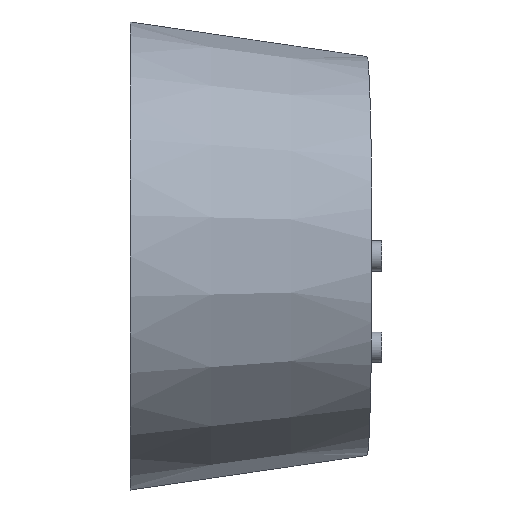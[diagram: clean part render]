
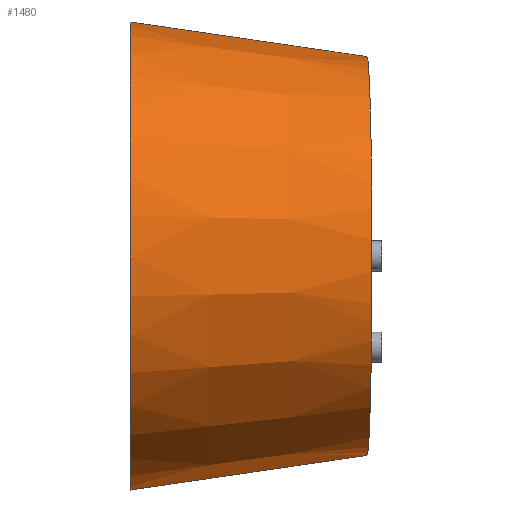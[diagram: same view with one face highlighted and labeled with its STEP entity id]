
A CAD part, left-side view. The second image highlights one B-rep face of the part: STEP entity #1480.
In plain terms, the highlighted conical face has half-angle 8.3 degrees and reference radius 39.221 mm.
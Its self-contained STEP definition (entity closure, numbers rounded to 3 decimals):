
#46 = LINE ( 'NONE', #297, #923 ) ;
#55 = CARTESIAN_POINT ( 'NONE',  ( -38.077, 273.849, -9.402 ) ) ;
#62 = CARTESIAN_POINT ( 'NONE',  ( -22.448, 274.24, -32.25 ) ) ;
#68 = VERTEX_POINT ( 'NONE', #944 ) ;
#76 = CARTESIAN_POINT ( 'NONE',  ( -34.11, 273.948, -19.511 ) ) ;
#78 = DIRECTION ( 'NONE',  ( 0., 0.99, -0.144 ) ) ;
#82 = FACE_OUTER_BOUND ( 'NONE', #919, .T. ) ;
#110 = DIRECTION ( 'NONE',  ( 0., 0., 1. ) ) ;
#131 = B_SPLINE_CURVE_WITH_KNOTS ( 'NONE', 3,
 ( #412, #908, #299, #287, #1259, #1528, #1270, #1386, #555, #425, #1394, #62, #913, #1396, #1403, #1381, #1517, #802, #672, #1275, #559, #76, #925, #547, #1024, #657, #1137, #55 ),
 .UNSPECIFIED., .F., .F.,
 ( 4, 2, 2, 2, 2, 2, 2, 2, 2, 2, 2, 2, 2, 4 ),
 ( 0.175, 0.182, 0.185, 0.188, 0.195, 0.198, 0.201, 0.208, 0.211, 0.213, 0.214, 0.221, 0.224, 0.227 ),
 .UNSPECIFIED. ) ;
#177 = CARTESIAN_POINT ( 'NONE',  ( -30.385, 274.041, 24.868 ) ) ;
#183 = CARTESIAN_POINT ( 'NONE',  ( -35.144, 273.922, 17.569 ) ) ;
#186 = EDGE_CURVE ( 'NONE', #464, #1144, #1460, .T. ) ;
#193 = DIRECTION ( 'NONE',  ( 0., -1., 0. ) ) ;
#206 = CARTESIAN_POINT ( 'NONE',  ( -10.189, 274.547, 37.984 ) ) ;
#217 = EDGE_CURVE ( 'NONE', #1144, #417, #46, .T. ) ;
#287 = CARTESIAN_POINT ( 'NONE',  ( -7.537, 274.613, -38.619 ) ) ;
#293 = CARTESIAN_POINT ( 'NONE',  ( -27.503, 274.114, 28.1 ) ) ;
#297 = CARTESIAN_POINT ( 'NONE',  ( 0., 273.849, 39.221 ) ) ;
#299 = CARTESIAN_POINT ( 'NONE',  ( -4.326, 274.693, -39.166 ) ) ;
#404 = CARTESIAN_POINT ( 'NONE',  ( -31.711, 274.008, 23.146 ) ) ;
#412 = CARTESIAN_POINT ( 'NONE',  ( 0., 274.801, -39.36 ) ) ;
#415 = CARTESIAN_POINT ( 'NONE',  ( 0., 274.801, -39.36 ) ) ;
#417 = VERTEX_POINT ( 'NONE', #1344 ) ;
#425 = CARTESIAN_POINT ( 'NONE',  ( -19.683, 274.309, -34.019 ) ) ;
#428 = CARTESIAN_POINT ( 'NONE',  ( 0., 321.561, 0. ) ) ;
#444 = CIRCLE ( 'NONE', #746, 39.221 ) ;
#445 = DIRECTION ( 'NONE',  ( 0., 0., -1. ) ) ;
#452 = VECTOR ( 'NONE', #78, 1000. ) ;
#458 = CARTESIAN_POINT ( 'NONE',  ( -2.188, 274.747, 39.352 ) ) ;
#464 = VERTEX_POINT ( 'NONE', #1138 ) ;
#473 = ORIENTED_EDGE ( 'NONE', *, *, #217, .T. ) ;
#517 = LINE ( 'NONE', #553, #452 ) ;
#547 = CARTESIAN_POINT ( 'NONE',  ( -36.419, 273.89, -14.615 ) ) ;
#553 = CARTESIAN_POINT ( 'NONE',  ( 0., 273.849, -39.221 ) ) ;
#555 = CARTESIAN_POINT ( 'NONE',  ( -16.826, 274.381, -35.58 ) ) ;
#559 = CARTESIAN_POINT ( 'NONE',  ( -32.636, 273.985, -21.795 ) ) ;
#574 = CARTESIAN_POINT ( 'NONE',  ( -8.609, 274.586, 38.39 ) ) ;
#585 = CARTESIAN_POINT ( 'NONE',  ( -20.627, 274.286, 33.451 ) ) ;
#622 = AXIS2_PLACEMENT_3D ( 'NONE', #686, #1323, #110 ) ;
#625 = ORIENTED_EDGE ( 'NONE', *, *, #186, .T. ) ;
#649 = CARTESIAN_POINT ( 'NONE',  ( -23.762, 274.207, 31.274 ) ) ;
#656 = CARTESIAN_POINT ( 'NONE',  ( -36.858, 273.879, 13.593 ) ) ;
#657 = CARTESIAN_POINT ( 'NONE',  ( -37.508, 273.863, -11.524 ) ) ;
#662 = ORIENTED_EDGE ( 'NONE', *, *, #870, .T. ) ;
#672 = CARTESIAN_POINT ( 'NONE',  ( -31.702, 274.008, -23.139 ) ) ;
#686 = CARTESIAN_POINT ( 'NONE',  ( 0., 273.849, 0. ) ) ;
#701 = VERTEX_POINT ( 'NONE', #1006 ) ;
#711 = CARTESIAN_POINT ( 'NONE',  ( -11.761, 274.507, 37.521 ) ) ;
#717 = DIRECTION ( 'NONE',  ( 0., 0.99, 0.144 ) ) ;
#746 = AXIS2_PLACEMENT_3D ( 'NONE', #1167, #1175, #445 ) ;
#758 = EDGE_CURVE ( 'NONE', #821, #701, #131, .T. ) ;
#783 = CARTESIAN_POINT ( 'NONE',  ( 0., 274.801, 39.36 ) ) ;
#784 = CARTESIAN_POINT ( 'NONE',  ( -23.323, 274.218, 31.604 ) ) ;
#802 = CARTESIAN_POINT ( 'NONE',  ( -31.376, 274.017, -23.581 ) ) ;
#819 = CARTESIAN_POINT ( 'NONE',  ( -10.714, 274.534, 37.837 ) ) ;
#821 = VERTEX_POINT ( 'NONE', #415 ) ;
#836 = CARTESIAN_POINT ( 'NONE',  ( 0., 274.801, 39.36 ) ) ;
#852 = EDGE_CURVE ( 'NONE', #464, #701, #444, .T. ) ;
#870 = EDGE_CURVE ( 'NONE', #417, #68, #1289, .T. ) ;
#885 = ORIENTED_EDGE ( 'NONE', *, *, #852, .F. ) ;
#901 = CARTESIAN_POINT ( 'NONE',  ( -37.553, 273.862, 11.534 ) ) ;
#908 = CARTESIAN_POINT ( 'NONE',  ( -2.17, 274.747, -39.352 ) ) ;
#911 = CARTESIAN_POINT ( 'NONE',  ( -38.077, 273.849, 9.402 ) ) ;
#913 = CARTESIAN_POINT ( 'NONE',  ( -23.334, 274.218, -31.61 ) ) ;
#919 = EDGE_LOOP ( 'NONE', ( #998, #1178, #885, #625, #473, #662 ) ) ;
#923 = VECTOR ( 'NONE', #717, 1000. ) ;
#925 = CARTESIAN_POINT ( 'NONE',  ( -35.128, 273.923, -17.601 ) ) ;
#944 = CARTESIAN_POINT ( 'NONE',  ( 0., 321.561, -46.181 ) ) ;
#947 = CARTESIAN_POINT ( 'NONE',  ( -22.437, 274.24, 32.243 ) ) ;
#952 = CARTESIAN_POINT ( 'NONE',  ( -4.348, 274.693, 39.163 ) ) ;
#963 = CARTESIAN_POINT ( 'NONE',  ( -12.284, 274.494, 37.351 ) ) ;
#998 = ORIENTED_EDGE ( 'NONE', *, *, #1453, .F. ) ;
#1006 = CARTESIAN_POINT ( 'NONE',  ( -38.077, 273.849, -9.402 ) ) ;
#1024 = CARTESIAN_POINT ( 'NONE',  ( -36.809, 273.88, -13.599 ) ) ;
#1029 = CARTESIAN_POINT ( 'NONE',  ( -34.125, 273.948, 19.486 ) ) ;
#1050 = DIRECTION ( 'NONE',  ( 0., 0., -1. ) ) ;
#1078 = CARTESIAN_POINT ( 'NONE',  ( -14.868, 274.43, 36.451 ) ) ;
#1137 = CARTESIAN_POINT ( 'NONE',  ( -37.815, 273.855, -10.468 ) ) ;
#1138 = CARTESIAN_POINT ( 'NONE',  ( -38.077, 273.849, 9.402 ) ) ;
#1144 = VERTEX_POINT ( 'NONE', #783 ) ;
#1147 = CARTESIAN_POINT ( 'NONE',  ( -32.341, 273.992, 22.252 ) ) ;
#1167 = CARTESIAN_POINT ( 'NONE',  ( 0., 273.849, 0. ) ) ;
#1175 = DIRECTION ( 'NONE',  ( 0., -1., 0. ) ) ;
#1178 = ORIENTED_EDGE ( 'NONE', *, *, #758, .T. ) ;
#1257 = CARTESIAN_POINT ( 'NONE',  ( -29.689, 274.059, 25.699 ) ) ;
#1259 = CARTESIAN_POINT ( 'NONE',  ( -8.604, 274.586, -38.391 ) ) ;
#1270 = CARTESIAN_POINT ( 'NONE',  ( -11.772, 274.507, -37.529 ) ) ;
#1275 = CARTESIAN_POINT ( 'NONE',  ( -32.332, 273.993, -22.246 ) ) ;
#1284 = CARTESIAN_POINT ( 'NONE',  ( -19.699, 274.309, 34.01 ) ) ;
#1289 = CIRCLE ( 'NONE', #1526, 46.181 ) ;
#1292 = CARTESIAN_POINT ( 'NONE',  ( -21.989, 274.252, 32.553 ) ) ;
#1323 = DIRECTION ( 'NONE',  ( 0., 1., 0. ) ) ;
#1344 = CARTESIAN_POINT ( 'NONE',  ( 0., 321.561, 46.181 ) ) ;
#1381 = CARTESIAN_POINT ( 'NONE',  ( -29.673, 274.059, -25.717 ) ) ;
#1386 = CARTESIAN_POINT ( 'NONE',  ( -14.848, 274.43, -36.458 ) ) ;
#1387 = CONICAL_SURFACE ( 'NONE', #622, 39.221, 0.145 ) ;
#1394 = CARTESIAN_POINT ( 'NONE',  ( -20.617, 274.286, -33.458 ) ) ;
#1396 = CARTESIAN_POINT ( 'NONE',  ( -25.896, 274.154, -29.596 ) ) ;
#1403 = CARTESIAN_POINT ( 'NONE',  ( -27.48, 274.114, -28.122 ) ) ;
#1430 = CARTESIAN_POINT ( 'NONE',  ( -7.549, 274.613, 38.616 ) ) ;
#1453 = EDGE_CURVE ( 'NONE', #821, #68, #517, .T. ) ;
#1460 = B_SPLINE_CURVE_WITH_KNOTS ( 'NONE', 3,
 ( #911, #901, #656, #183, #1029, #1147, #404, #177, #1257, #293, #1506, #649, #784, #947, #1292, #585, #1284, #1562, #1078, #963, #711, #819, #206, #574, #1430, #952, #458, #836 ),
 .UNSPECIFIED., .F., .F.,
 ( 4, 2, 2, 2, 2, 2, 2, 2, 2, 2, 2, 2, 2, 4 ),
 ( 0., 0.007, 0.013, 0.016, 0.02, 0.026, 0.028, 0.029, 0.033, 0.039, 0.041, 0.042, 0.045, 0.052 ),
 .UNSPECIFIED. ) ;
#1480 = ADVANCED_FACE ( 'NONE', ( #82 ), #1387, .T. ) ;
#1506 = CARTESIAN_POINT ( 'NONE',  ( -25.915, 274.153, 29.58 ) ) ;
#1517 = CARTESIAN_POINT ( 'NONE',  ( -30.373, 274.042, -24.883 ) ) ;
#1526 = AXIS2_PLACEMENT_3D ( 'NONE', #428, #193, #1050 ) ;
#1528 = CARTESIAN_POINT ( 'NONE',  ( -10.729, 274.533, -37.845 ) ) ;
#1562 = CARTESIAN_POINT ( 'NONE',  ( -16.85, 274.38, 35.568 ) ) ;
